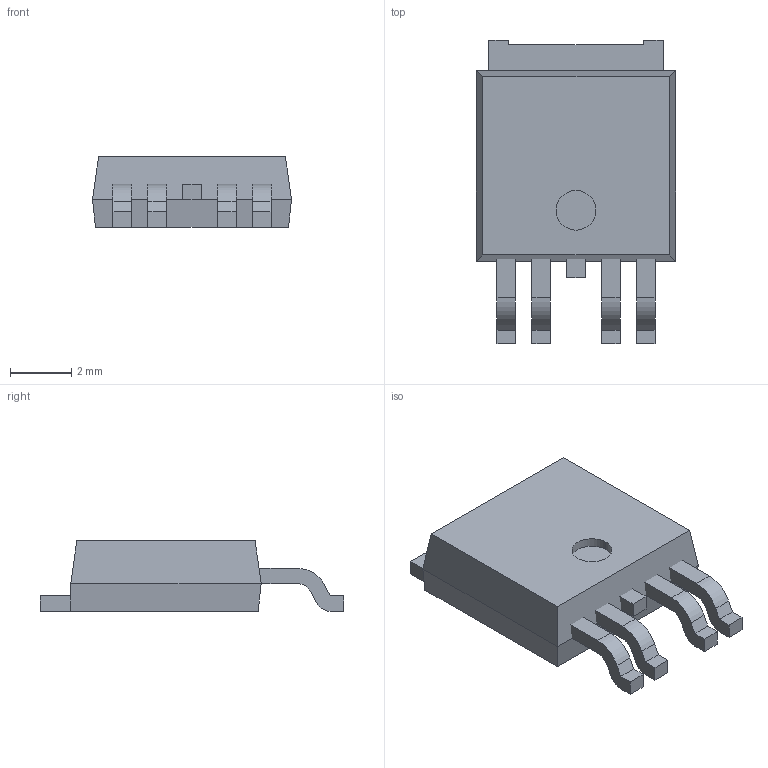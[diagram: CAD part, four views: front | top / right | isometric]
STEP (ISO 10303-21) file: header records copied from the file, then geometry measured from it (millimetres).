
FILE_DESCRIPTION (( 'STEP AP214' ), '1' );
FILE_NAME ('SW3dPS-PG-TO252-5-11-1.STEP', '2009-08-16T09:19:19', ( 'SysAdmin' ), ( 'SolidWorks' ), 'SwSTEP 2.0', 'SolidWorks 2009', '' );
FILE_SCHEMA (( 'AUTOMOTIVE_DESIGN' ));
Length unit declared in the file: millimetre
Products named in the file (8): SW3dPS-PG-TO252-5-11-1_Part_534; SW3dPS-PG-TO252-5-11-1_Part_604; SW3dPS-PG-TO252-5-11-1; SW3dPS-PG-TO252-5-11-1_Part_97; SW3dPS-PG-TO252-5-11-1_Part_393; SW3dPS-PG-TO252-5-11-1_Part_67; SW3dPS-PG-TO252-5-11-1_Part_464; SW3dPS-PG-TO252-5-11-1_Part_674
Assembly tree (7 placements, depth 2):
  SW3dPS-PG-TO252-5-11-1
    SW3dPS-PG-TO252-5-11-1_Part_97
    SW3dPS-PG-TO252-5-11-1_Part_393
    SW3dPS-PG-TO252-5-11-1_Part_534
    SW3dPS-PG-TO252-5-11-1_Part_674
    SW3dPS-PG-TO252-5-11-1_Part_604
    SW3dPS-PG-TO252-5-11-1_Part_67
    SW3dPS-PG-TO252-5-11-1_Part_464
Bounding box: 6.5 x 9.9 x 2.3 mm (x, y, z)
Volume: 107.1 mm3; surface area: 236.9 mm2
Topology: 7 solids, 7 shells, 81 faces, 194 edges, 128 vertices
Faces by surface type: plane 67, cylinder 14
Entity records: 3545 total; most frequent: CARTESIAN_POINT 413, DIRECTION 404, ORIENTED_EDGE 388, EDGE_CURVE 194, LINE 166, VECTOR 166, VERTEX_POINT 128, AXIS2_PLACEMENT_3D 119
